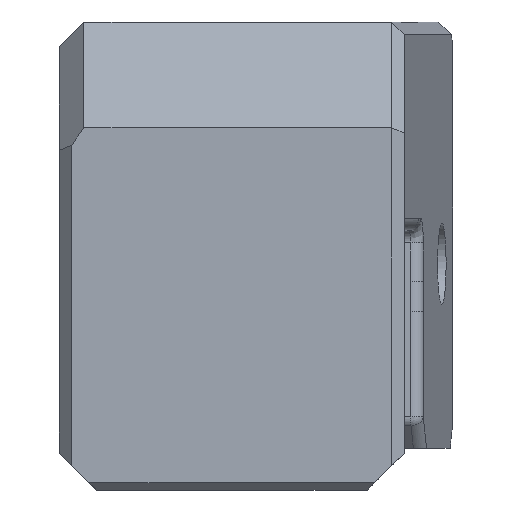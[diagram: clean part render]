
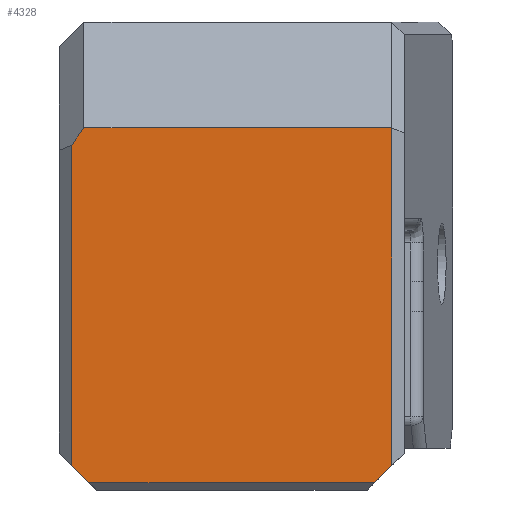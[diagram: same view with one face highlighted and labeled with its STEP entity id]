
A CAD part, left-side view. The second image highlights one B-rep face of the part: STEP entity #4328.
In plain terms, the highlighted planar face has unit normal (-1, 0, 0).
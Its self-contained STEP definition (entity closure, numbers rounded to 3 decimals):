
#14 = CARTESIAN_POINT ( 'NONE',  ( -2.5, 13., 14.706 ) ) ;
#98 = EDGE_CURVE ( 'NONE', #2781, #2558, #3099, .T. ) ;
#110 = FACE_OUTER_BOUND ( 'NONE', #2108, .T. ) ;
#124 = ORIENTED_EDGE ( 'NONE', *, *, #375, .T. ) ;
#248 = VECTOR ( 'NONE', #1094, 1000. ) ;
#338 = CARTESIAN_POINT ( 'NONE',  ( -2.5, 1.5, 0.3 ) ) ;
#375 = EDGE_CURVE ( 'NONE', #2803, #708, #4355, .T. ) ;
#382 = EDGE_CURVE ( 'NONE', #4240, #2781, #925, .T. ) ;
#526 = VECTOR ( 'NONE', #3652, 1000. ) ;
#595 = DIRECTION ( 'NONE',  ( 0., 1., 0. ) ) ;
#643 = ORIENTED_EDGE ( 'NONE', *, *, #4141, .T. ) ;
#685 = CARTESIAN_POINT ( 'NONE',  ( -2.5, 12.8, 0.3 ) ) ;
#708 = VERTEX_POINT ( 'NONE', #1475 ) ;
#888 = CARTESIAN_POINT ( 'NONE',  ( -2.5, 13.5, 1. ) ) ;
#925 = LINE ( 'NONE', #1586, #526 ) ;
#1032 = DIRECTION ( 'NONE',  ( 0., -1., 0. ) ) ;
#1079 = DIRECTION ( 'NONE',  ( 0., -0.707, 0.707 ) ) ;
#1094 = DIRECTION ( 'NONE',  ( 0., -0.707, -0.707 ) ) ;
#1142 = EDGE_CURVE ( 'NONE', #708, #3788, #3296, .T. ) ;
#1141 = PLANE ( 'NONE',  #2130 ) ;
#1475 = CARTESIAN_POINT ( 'NONE',  ( -2.5, 0.5, 14.706 ) ) ;
#1586 = CARTESIAN_POINT ( 'NONE',  ( -2.5, 13.5, 16. ) ) ;
#1681 = EDGE_CURVE ( 'NONE', #3788, #4240, #3300, .T. ) ;
#2108 = EDGE_LOOP ( 'NONE', ( #2939, #124, #3776, #2721, #2783, #4129, #643 ) ) ;
#2130 = AXIS2_PLACEMENT_3D ( 'NONE', #2485, #2165, #2501 ) ;
#2165 = DIRECTION ( 'NONE',  ( 1., 0., 0. ) ) ;
#2287 = CARTESIAN_POINT ( 'NONE',  ( -2.5, 1.2, 0.3 ) ) ;
#2423 = CARTESIAN_POINT ( 'NONE',  ( -2.5, 0., 1.5 ) ) ;
#2460 = VECTOR ( 'NONE', #2649, 1000. ) ;
#2485 = CARTESIAN_POINT ( 'NONE',  ( -2.5, 0., 16. ) ) ;
#2501 = DIRECTION ( 'NONE',  ( 0., 0., -1. ) ) ;
#2558 = VERTEX_POINT ( 'NONE', #685 ) ;
#2603 = CARTESIAN_POINT ( 'NONE',  ( -2.5, 0., 14.706 ) ) ;
#2649 = DIRECTION ( 'NONE',  ( 0., 0., 1. ) ) ;
#2667 = CARTESIAN_POINT ( 'NONE',  ( -2.5, 13.5, 13.999 ) ) ;
#2687 = CARTESIAN_POINT ( 'NONE',  ( -2.5, 0.5, 1. ) ) ;
#2702 = VECTOR ( 'NONE', #1079, 1000. ) ;
#2721 = ORIENTED_EDGE ( 'NONE', *, *, #1681, .T. ) ;
#2781 = VERTEX_POINT ( 'NONE', #888 ) ;
#2783 = ORIENTED_EDGE ( 'NONE', *, *, #382, .T. ) ;
#2793 = CARTESIAN_POINT ( 'NONE',  ( -2.5, 14., 1.5 ) ) ;
#2803 = VERTEX_POINT ( 'NONE', #2687 ) ;
#2915 = CARTESIAN_POINT ( 'NONE',  ( -2.5, 0.5, 16. ) ) ;
#2939 = ORIENTED_EDGE ( 'NONE', *, *, #4262, .T. ) ;
#2951 = DIRECTION ( 'NONE',  ( 0., 0.577, -0.816 ) ) ;
#3099 = LINE ( 'NONE', #2793, #248 ) ;
#3246 = VERTEX_POINT ( 'NONE', #2287 ) ;
#3250 = VECTOR ( 'NONE', #2951, 1000. ) ;
#3296 = LINE ( 'NONE', #2603, #3477 ) ;
#3300 = LINE ( 'NONE', #3613, #3250 ) ;
#3448 = LINE ( 'NONE', #338, #3704 ) ;
#3477 = VECTOR ( 'NONE', #595, 1000. ) ;
#3613 = CARTESIAN_POINT ( 'NONE',  ( -2.5, 13.341, 14.223 ) ) ;
#3652 = DIRECTION ( 'NONE',  ( 0., 0., -1. ) ) ;
#3704 = VECTOR ( 'NONE', #1032, 1000. ) ;
#3776 = ORIENTED_EDGE ( 'NONE', *, *, #1142, .T. ) ;
#3788 = VERTEX_POINT ( 'NONE', #14 ) ;
#4129 = ORIENTED_EDGE ( 'NONE', *, *, #98, .T. ) ;
#4135 = LINE ( 'NONE', #2423, #2702 ) ;
#4141 = EDGE_CURVE ( 'NONE', #2558, #3246, #3448, .T. ) ;
#4240 = VERTEX_POINT ( 'NONE', #2667 ) ;
#4262 = EDGE_CURVE ( 'NONE', #3246, #2803, #4135, .T. ) ;
#4328 = ADVANCED_FACE ( 'NONE', ( #110 ), #1141, .F. ) ;
#4355 = LINE ( 'NONE', #2915, #2460 ) ;
